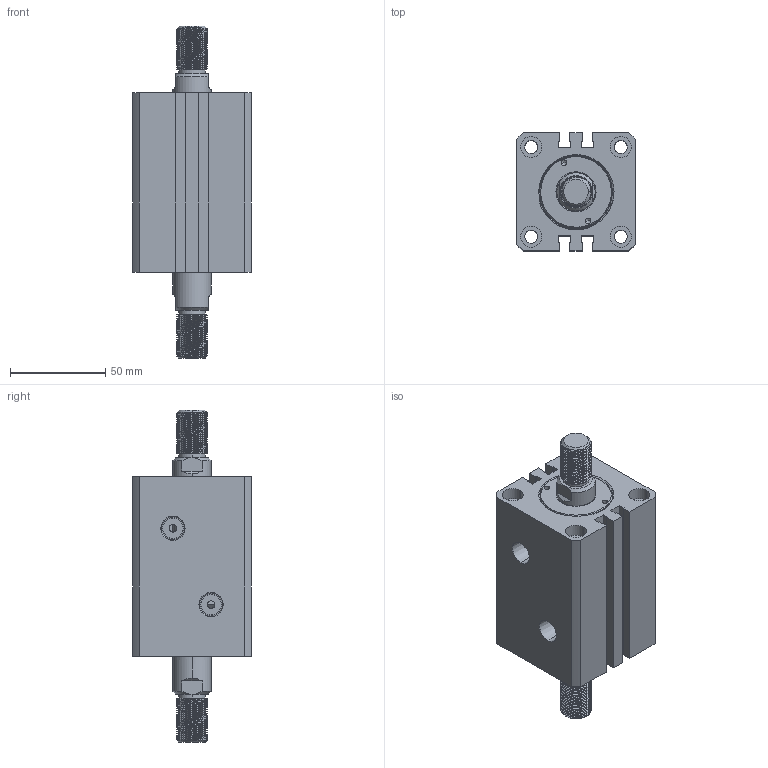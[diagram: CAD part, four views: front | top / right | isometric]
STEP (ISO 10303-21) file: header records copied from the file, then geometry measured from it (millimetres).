
FILE_DESCRIPTION (( 'STEP AP203' ), '1' );
FILE_NAME ('CHTM-SW32-10W.STEP', '2018-05-10T06:04:00', ( '' ), ( '' ), 'SwSTEP 2.0', 'SolidWorks 2015', '' );
FILE_SCHEMA (( 'CONFIG_CONTROL_DESIGN' ));
Length unit declared in the file: millimetre
Products named in the file (7): 活塞杆SW32-10w01; 活塞03; 掛极SW32-10W; 活塞杆SW32-10W; 活塞02; CHTB-SW32QG; CHTM-SW32-10W
Assembly tree (6 placements, depth 2):
  CHTM-SW32-10W
    掛极SW32-10W
    CHTB-SW32QG
    活塞02
    活塞03
    活塞杆SW32-10W
    活塞杆SW32-10w01
Bounding box: 62 x 62 x 174 mm (x, y, z)
Volume: 326975.6 mm3; surface area: 86624.4 mm2
Topology: 6 solids, 6 shells, 497 faces, 1367 edges, 910 vertices
Faces by surface type: cylinder 318, plane 93, cone 38, bspline 30, torus 18
Entity records: 34825 total; most frequent: CARTESIAN_POINT 22933, ORIENTED_EDGE 2722, DIRECTION 1963, EDGE_CURVE 1361, VERTEX_POINT 910, AXIS2_PLACEMENT_3D 743, EDGE_LOOP 551, FACE_OUTER_BOUND 497
